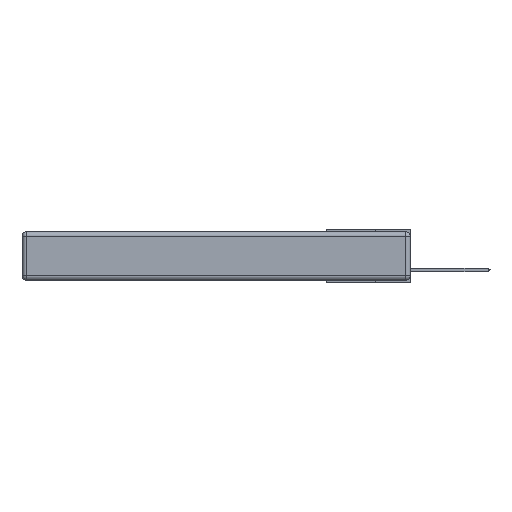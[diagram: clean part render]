
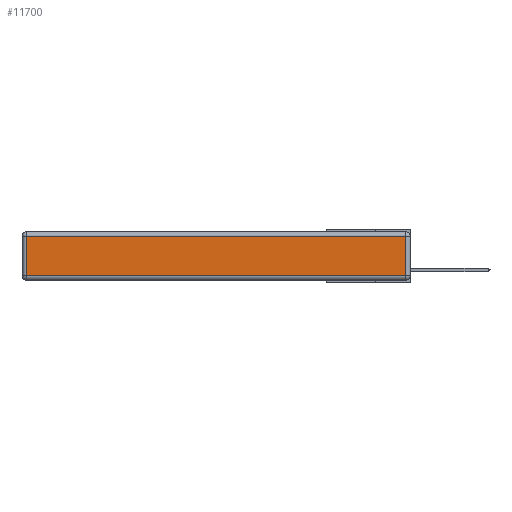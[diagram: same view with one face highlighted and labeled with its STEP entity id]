
A CAD part, left-side view. The second image highlights one B-rep face of the part: STEP entity #11700.
In plain terms, the highlighted planar face has unit normal (-1, 0, 0).
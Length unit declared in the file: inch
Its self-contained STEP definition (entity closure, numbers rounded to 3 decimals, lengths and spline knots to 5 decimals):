
#111 = DIRECTION ( 'NONE',  ( 0., 0., 1. ) ) ;
#151 = VECTOR ( 'NONE', #111, 39.37008 ) ;
#176 = VERTEX_POINT ( 'NONE', #19189 ) ;
#198 = CARTESIAN_POINT ( 'NONE',  ( 0., 2.72, -0.343 ) ) ;
#343 = VERTEX_POINT ( 'NONE', #19518 ) ;
#704 = VECTOR ( 'NONE', #11757, 39.37008 ) ;
#796 = EDGE_CURVE ( 'NONE', #176, #16498, #4766, .T. ) ;
#877 = ORIENTED_EDGE ( 'NONE', *, *, #11442, .T. ) ;
#1700 = PLANE ( 'NONE',  #4228 ) ;
#2960 = VECTOR ( 'NONE', #8031, 39.37008 ) ;
#2975 = DIRECTION ( 'NONE',  ( -1., 0., 0. ) ) ;
#3381 = VERTEX_POINT ( 'NONE', #16837 ) ;
#3784 = VECTOR ( 'NONE', #12315, 39.37008 ) ;
#4228 = AXIS2_PLACEMENT_3D ( 'NONE', #10830, #2975, #12380 ) ;
#4766 = LINE ( 'NONE', #7130, #704 ) ;
#4878 = CARTESIAN_POINT ( 'NONE',  ( 0., 0., -0.313 ) ) ;
#5270 = ORIENTED_EDGE ( 'NONE', *, *, #796, .T. ) ;
#5346 = ORIENTED_EDGE ( 'NONE', *, *, #5755, .T. ) ;
#5755 = EDGE_CURVE ( 'NONE', #3381, #343, #19581, .T. ) ;
#6974 = EDGE_CURVE ( 'NONE', #343, #176, #11186, .T. ) ;
#7130 = CARTESIAN_POINT ( 'NONE',  ( 0., 2.75, -0.03 ) ) ;
#8031 = DIRECTION ( 'NONE',  ( 0., -1., 0. ) ) ;
#8368 = CARTESIAN_POINT ( 'NONE',  ( 0., 2.72, -0.03 ) ) ;
#9237 = FACE_OUTER_BOUND ( 'NONE', #13836, .T. ) ;
#10260 = LINE ( 'NONE', #198, #3784 ) ;
#10611 = ORIENTED_EDGE ( 'NONE', *, *, #6974, .T. ) ;
#10830 = CARTESIAN_POINT ( 'NONE',  ( 0., 0., -0.343 ) ) ;
#11186 = LINE ( 'NONE', #16826, #151 ) ;
#11442 = EDGE_CURVE ( 'NONE', #16498, #3381, #10260, .T. ) ;
#11700 = ADVANCED_FACE ( 'NONE', ( #9237 ), #1700, .T. ) ;
#11757 = DIRECTION ( 'NONE',  ( 0., 1., 0. ) ) ;
#12315 = DIRECTION ( 'NONE',  ( 0., 0., -1. ) ) ;
#12380 = DIRECTION ( 'NONE',  ( 0., 0., 1. ) ) ;
#13836 = EDGE_LOOP ( 'NONE', ( #5346, #10611, #5270, #877 ) ) ;
#16498 = VERTEX_POINT ( 'NONE', #8368 ) ;
#16826 = CARTESIAN_POINT ( 'NONE',  ( 0., 0.03, -0.343 ) ) ;
#16837 = CARTESIAN_POINT ( 'NONE',  ( 0., 2.72, -0.313 ) ) ;
#19189 = CARTESIAN_POINT ( 'NONE',  ( 0., 0.03, -0.03 ) ) ;
#19518 = CARTESIAN_POINT ( 'NONE',  ( 0., 0.03, -0.313 ) ) ;
#19581 = LINE ( 'NONE', #4878, #2960 ) ;
